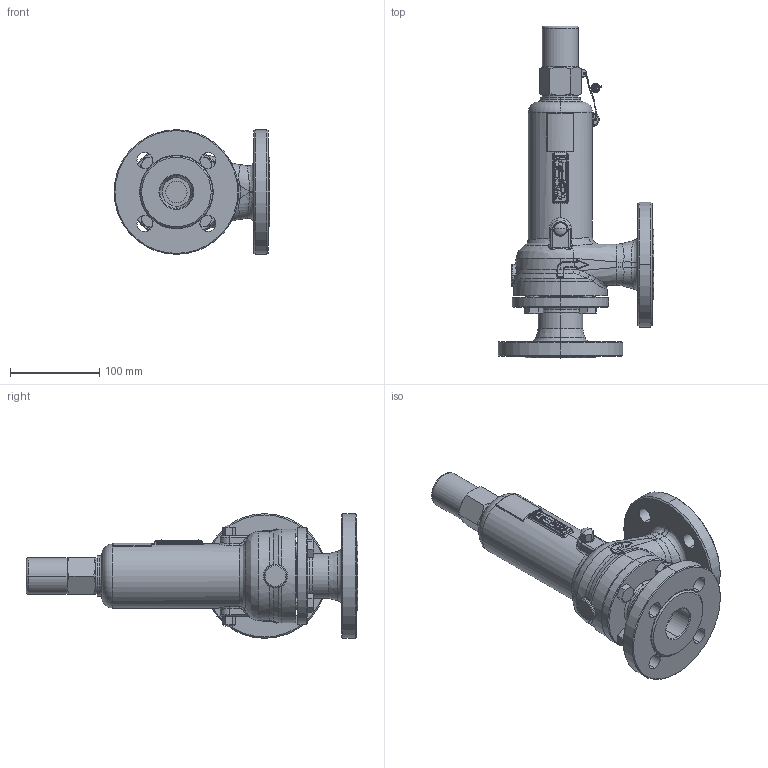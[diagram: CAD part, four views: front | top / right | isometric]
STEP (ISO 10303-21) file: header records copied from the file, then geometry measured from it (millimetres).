
FILE_DESCRIPTION (( 'STEP AP214' ), '1' );
FILE_NAME ('Typ 30 BG II-C_D032_D032.STEP', '2009-03-02T10:34:05', ( ' ' ), ( ' ' ), 'SwSTEP 2.0', 'SolidWorks 2009', '' );
FILE_SCHEMA (( 'AUTOMOTIVE_DESIGN' ));
Length unit declared in the file: millimetre
Products named in the file (1): Typ 30 BG II-C_D032_D032
Bounding box: 175 x 372.7 x 140 mm (x, y, z)
Volume: 1142761.2 mm3; surface area: 275767.3 mm2
Topology: 15 solids, 15 shells, 1646 faces, 4117 edges, 2567 vertices
Faces by surface type: plane 535, bspline 486, cylinder 334, torus 147, cone 128, sphere 16
Entity records: 92205 total; most frequent: CARTESIAN_POINT 38106, ORIENTED_EDGE 8182, DIRECTION 6297, EDGE_CURVE 4091, VERTEX_POINT 2567, AXIS2_PLACEMENT_3D 2307, EDGE_LOOP 1786, VECTOR 1683
